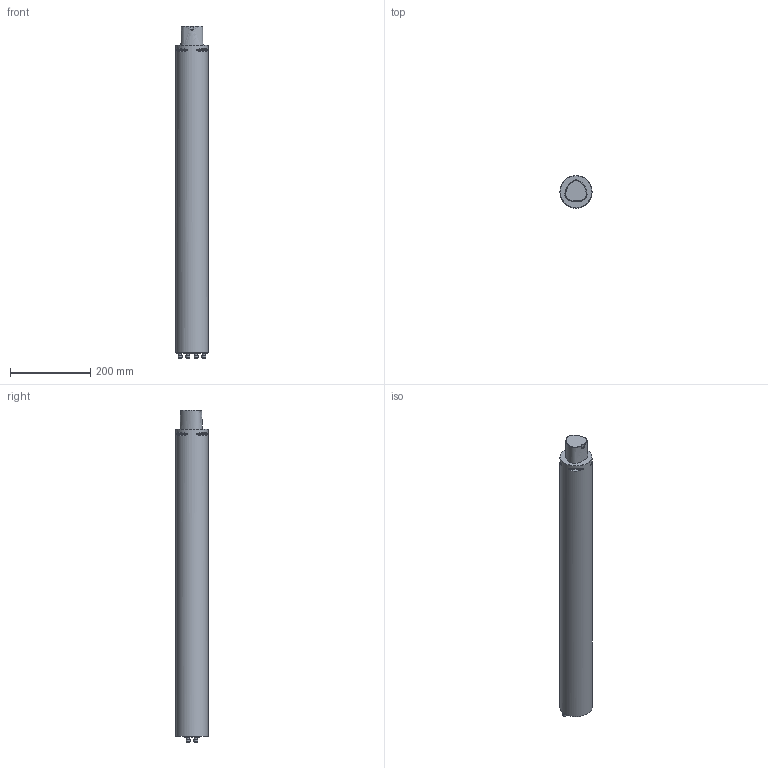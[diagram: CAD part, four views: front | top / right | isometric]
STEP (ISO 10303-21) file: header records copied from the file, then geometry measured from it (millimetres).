
FILE_DESCRIPTION(/* description */ (''),/* implementation_level */ '2;1');
FILE_NAME(/* name */ '1552574976010.stp',/* time_stamp */ '2019-03-14T15:49:47+01:00',/* author */ (''),/* organization */ ('SMS'),/* preprocessor_version */ 'ST-DEVELOPER v15',/* originating_system */ 'SIEMENS PLM Software NX 8.5',/* authorisation */ '');
FILE_SCHEMA (('AUTOMOTIVE_DESIGN { 1 0 10303 214 3 1 1 1 }'));
Length unit declared in the file: millimetre
Products named in the file (1): c8-570-3c80768-40-2
Bounding box: 80 x 80 x 828 mm (x, y, z)
Volume: 3963248.1 mm3; surface area: 214061.4 mm2
Topology: 1 solids, 1 shells, 112 faces, 250 edges, 167 vertices
Faces by surface type: plane 71, cylinder 26, cone 13, bspline 2
Full cylindrical faces by diameter (mm): 6 x6, 10 x6, 80 x1
Entity records: 3781 total; most frequent: CARTESIAN_POINT 1318, DIRECTION 488, ORIENTED_EDGE 450, EDGE_CURVE 225, AXIS2_PLACEMENT_3D 174, VERTEX_POINT 159, EDGE_LOOP 156, LINE 140
